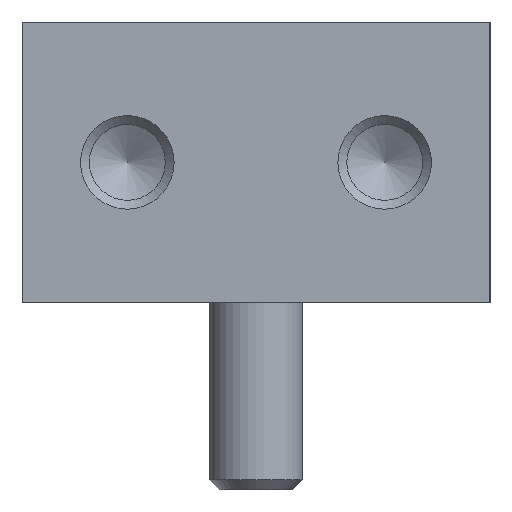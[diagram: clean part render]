
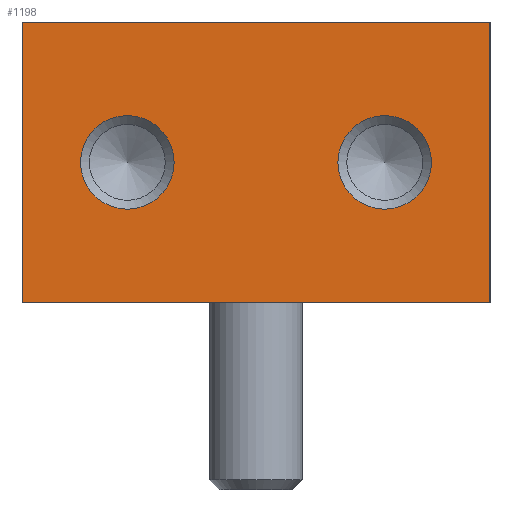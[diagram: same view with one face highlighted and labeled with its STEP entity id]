
A CAD part, left-side view. The second image highlights one B-rep face of the part: STEP entity #1198.
In plain terms, the highlighted face is planar.
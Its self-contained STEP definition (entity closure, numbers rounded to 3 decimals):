
#97=CIRCLE('',#1322,2.);
#98=CIRCLE('',#1323,2.);
#183=ORIENTED_EDGE('',*,*,#498,.F.);
#184=ORIENTED_EDGE('',*,*,#499,.F.);
#185=ORIENTED_EDGE('',*,*,#472,.T.);
#186=ORIENTED_EDGE('',*,*,#500,.F.);
#187=ORIENTED_EDGE('',*,*,#501,.F.);
#188=ORIENTED_EDGE('',*,*,#496,.T.);
#472=EDGE_CURVE('',#632,#631,#744,.T.);
#496=EDGE_CURVE('',#654,#632,#755,.T.);
#498=EDGE_CURVE('',#655,#655,#97,.T.);
#499=EDGE_CURVE('',#656,#656,#98,.T.);
#500=EDGE_CURVE('',#657,#631,#757,.T.);
#501=EDGE_CURVE('',#654,#657,#758,.T.);
#631=VERTEX_POINT('',#1860);
#632=VERTEX_POINT('',#1862);
#654=VERTEX_POINT('',#1910);
#655=VERTEX_POINT('',#1914);
#656=VERTEX_POINT('',#1916);
#657=VERTEX_POINT('',#1918);
#744=LINE('',#1861,#829);
#755=LINE('',#1909,#840);
#757=LINE('',#1917,#842);
#758=LINE('',#1919,#843);
#829=VECTOR('',#1465,1000.);
#840=VECTOR('',#1506,1000.);
#842=VECTOR('',#1514,1000.);
#843=VECTOR('',#1515,1000.);
#920=EDGE_LOOP('',(#183));
#921=EDGE_LOOP('',(#184));
#922=EDGE_LOOP('',(#185,#186,#187,#188));
#1039=FACE_BOUND('',#920,.T.);
#1040=FACE_BOUND('',#921,.T.);
#1041=FACE_BOUND('',#922,.T.);
#1156=PLANE('',#1321);
#1198=ADVANCED_FACE('',(#1039,#1040,#1041),#1156,.F.);
#1321=AXIS2_PLACEMENT_3D('',#1912,#1508,#1509);
#1322=AXIS2_PLACEMENT_3D('',#1913,#1510,#1511);
#1323=AXIS2_PLACEMENT_3D('',#1915,#1512,#1513);
#1465=DIRECTION('',(0.,1.,0.));
#1506=DIRECTION('',(0.,0.,-1.));
#1508=DIRECTION('',(-1.,0.,0.));
#1509=DIRECTION('',(0.,0.,1.));
#1510=DIRECTION('',(1.,0.,0.));
#1511=DIRECTION('',(0.,0.,-1.));
#1512=DIRECTION('',(1.,0.,0.));
#1513=DIRECTION('',(0.,0.,-1.));
#1514=DIRECTION('',(0.,0.,-1.));
#1515=DIRECTION('',(0.,1.,0.));
#1860=CARTESIAN_POINT('',(20.,10.,-6.));
#1861=CARTESIAN_POINT('',(20.,-10.,-6.));
#1862=CARTESIAN_POINT('',(20.,-10.,-6.));
#1909=CARTESIAN_POINT('',(20.,-10.,6.));
#1910=CARTESIAN_POINT('',(20.,-10.,6.));
#1912=CARTESIAN_POINT('',(20.,-10.,6.));
#1913=CARTESIAN_POINT('',(20.,-5.5,0.));
#1914=CARTESIAN_POINT('',(20.,-5.5,-2.));
#1915=CARTESIAN_POINT('',(20.,5.5,0.));
#1916=CARTESIAN_POINT('',(20.,5.5,-2.));
#1917=CARTESIAN_POINT('',(20.,10.,6.));
#1918=CARTESIAN_POINT('',(20.,10.,6.));
#1919=CARTESIAN_POINT('',(20.,-10.,6.));
